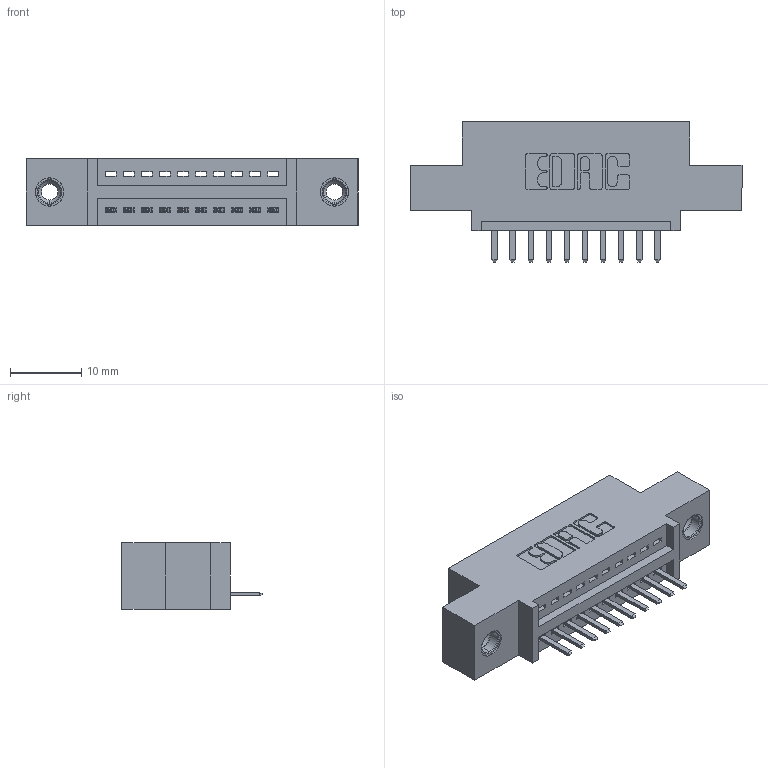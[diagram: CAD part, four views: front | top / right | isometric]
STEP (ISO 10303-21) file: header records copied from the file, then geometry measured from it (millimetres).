
FILE_DESCRIPTION (( 'STEP AP203' ), '1' );
FILE_NAME ('395-010-520-408.STEP', '2019-10-15T21:04:29', ( '' ), ( '' ), 'SwSTEP 2.0', 'SolidWorks 2016', '' );
FILE_SCHEMA (( 'CONFIG_CONTROL_DESIGN' ));
Length unit declared in the file: inch
Products named in the file (4): 345-250-001_345-250-003-102; 345-292-001_345-293-120; 395-010-520-408; 345 Part_0.110 Offset - 0.156 Dia-TI
Assembly tree (13 placements, depth 2):
  395-010-520-408
    345 Part_0.110 Offset - 0.156 Dia-TI
    345-292-001_345-293-120  x10
    345-250-001_345-250-003-102  x2
Bounding box: 46.61 x 19.68 x 9.4 mm (x, y, z)
Volume: 4056.2 mm3; surface area: 4962.3 mm2
Topology: 13 solids, 13 shells, 810 faces, 2329 edges, 1518 vertices
Faces by surface type: plane 536, cylinder 258, cone 12, torus 4
Entity records: 13266 total; most frequent: CARTESIAN_POINT 2293, ORIENTED_EDGE 2218, DIRECTION 2063, EDGE_CURVE 1109, VECTOR 913, LINE 913, VERTEX_POINT 732, AXIS2_PLACEMENT_3D 575
